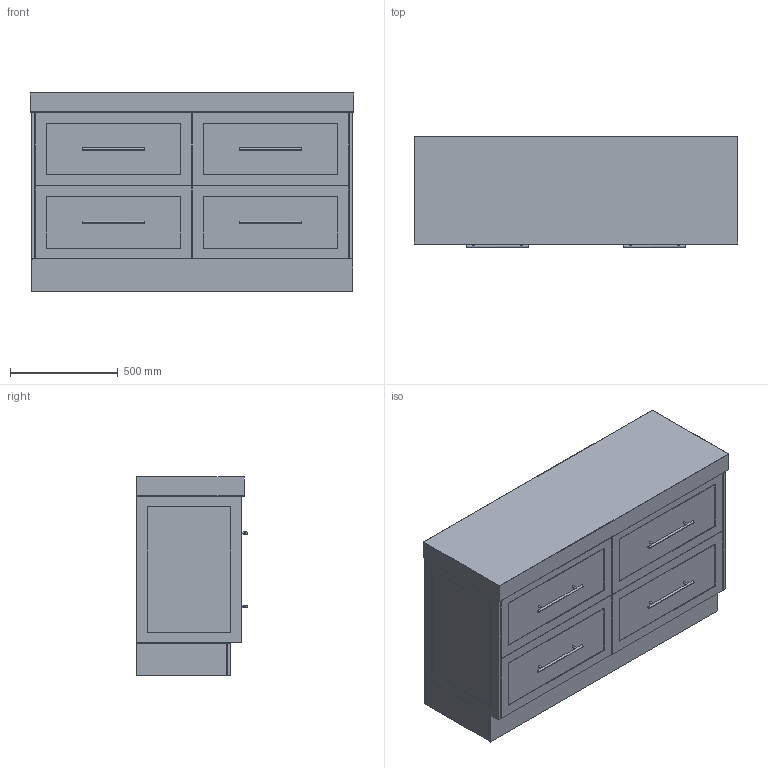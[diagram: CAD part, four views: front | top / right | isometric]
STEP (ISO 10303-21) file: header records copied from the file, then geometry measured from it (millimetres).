
FILE_DESCRIPTION(/* description */ (''),/* implementation_level */ '2;1');
FILE_NAME(/* name */ 'Kado Lux All-Drawer FM 1500 (90MM)',/* time_stamp */ '2025-07-09T14:56:31+10:00',/* author */ (''),/* organization */ (''),/* preprocessor_version */ 'ST-DEVELOPER v16.5',/* originating_system */ '',/* authorisation */ '');
FILE_SCHEMA (('AUTOMOTIVE_DESIGN'));
Length unit declared in the file: millimetre
Products named in the file (9): Document; Kado Lux All-Drawer FM 1500 (90MM); Blank Benchtops ALL1213141516171819202122; 1500 Benchtop (90mm)11; Kado Lux All-Drawer (Floor Mount)25; Kado Lux All-Drawer WK ALL Carcass24; Kado Lux All-Drawer WK 1500 Carcass23; Cross Bar handle 224234; Kado Lux All-Drawer WK 1500 Carcass78
Assembly tree (11 placements, depth 6):
  Document
    Kado Lux All-Drawer FM 1500 (90MM)
      Blank Benchtops ALL1213141516171819202122
        1500 Benchtop (90mm)11
      Kado Lux All-Drawer (Floor Mount)25
        Kado Lux All-Drawer WK ALL Carcass24
          Kado Lux All-Drawer WK 1500 Carcass23
            Cross Bar handle 224234  x4
            Kado Lux All-Drawer WK 1500 Carcass78
Bounding box: 1500 x 515 x 920 mm (x, y, z)
Volume: 165667877.7 mm3; surface area: 14128185.5 mm2
Topology: 13 solids, 13 shells, 173 faces, 371 edges, 226 vertices
Faces by surface type: plane 116, cylinder 35, bspline 22
Entity records: 3834 total; most frequent: CARTESIAN_POINT 1436, ORIENTED_EDGE 562, EDGE_CURVE 281, B_SPLINE_CURVE_WITH_KNOTS 249, VERTEX_POINT 178, DIRECTION 167, AXIS2_PLACEMENT_3D 144, EDGE_LOOP 139
